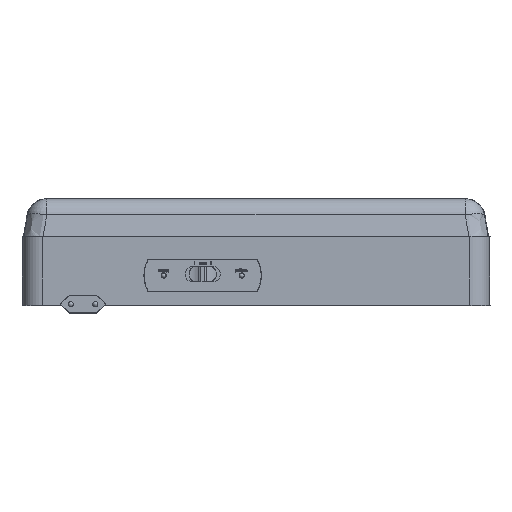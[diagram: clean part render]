
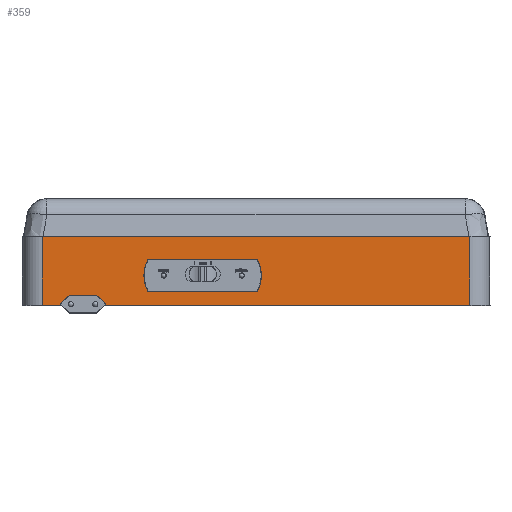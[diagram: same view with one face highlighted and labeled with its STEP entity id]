
A CAD part, top view. The second image highlights one B-rep face of the part: STEP entity #359.
In plain terms, the highlighted planar face has unit normal (0, 0, 1).
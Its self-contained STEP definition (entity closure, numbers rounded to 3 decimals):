
#254 = VERTEX_POINT ( 'NONE', #13650 ) ;
#359 = ADVANCED_FACE ( 'NONE', ( #1393, #6769 ), #25887, .F. ) ;
#604 = DIRECTION ( 'NONE',  ( 1., 0., 0. ) ) ;
#715 = VERTEX_POINT ( 'NONE', #24081 ) ;
#755 = CARTESIAN_POINT ( 'NONE',  ( -83.05, 10.8, 38.5 ) ) ;
#1225 = AXIS2_PLACEMENT_3D ( 'NONE', #13937, #1890, #15966 ) ;
#1229 = VECTOR ( 'NONE', #19290, 1000. ) ;
#1245 = EDGE_CURVE ( 'NONE', #3168, #254, #22775, .T. ) ;
#1393 = FACE_BOUND ( 'NONE', #9452, .T. ) ;
#1828 = EDGE_CURVE ( 'NONE', #17349, #5960, #3491, .T. ) ;
#1890 = DIRECTION ( 'NONE',  ( 0., 0., 1. ) ) ;
#2279 = VERTEX_POINT ( 'NONE', #10785 ) ;
#2538 = DIRECTION ( 'NONE',  ( 0., 0., -1. ) ) ;
#2575 = CARTESIAN_POINT ( 'NONE',  ( -164.43, 53., 38.5 ) ) ;
#2871 = VECTOR ( 'NONE', #3060, 1000. ) ;
#2951 = AXIS2_PLACEMENT_3D ( 'NONE', #11095, #25163, #13089 ) ;
#3060 = DIRECTION ( 'NONE',  ( -1., 0., 0. ) ) ;
#3168 = VERTEX_POINT ( 'NONE', #9909 ) ;
#3491 = LINE ( 'NONE', #13073, #2871 ) ;
#4124 = EDGE_CURVE ( 'NONE', #5960, #10467, #16655, .T. ) ;
#4344 = CIRCLE ( 'NONE', #2951, 25.2 ) ;
#4590 = DIRECTION ( 'NONE',  ( 0., -1., 0. ) ) ;
#4656 = EDGE_CURVE ( 'NONE', #8007, #17349, #4344, .T. ) ;
#5209 = CARTESIAN_POINT ( 'NONE',  ( -164.43, 53., 38.5 ) ) ;
#5619 = ORIENTED_EDGE ( 'NONE', *, *, #4656, .F. ) ;
#5960 = VERTEX_POINT ( 'NONE', #11753 ) ;
#6769 = FACE_OUTER_BOUND ( 'NONE', #15693, .T. ) ;
#7094 = VECTOR ( 'NONE', #4590, 1000. ) ;
#7522 = VECTOR ( 'NONE', #604, 1000. ) ;
#7682 = ORIENTED_EDGE ( 'NONE', *, *, #23927, .F. ) ;
#8007 = VERTEX_POINT ( 'NONE', #11825 ) ;
#8885 = ORIENTED_EDGE ( 'NONE', *, *, #1828, .F. ) ;
#9404 = CARTESIAN_POINT ( 'NONE',  ( 164.43, 53., 38.5 ) ) ;
#9452 = EDGE_LOOP ( 'NONE', ( #21340, #13687, #8885, #5619 ) ) ;
#9909 = CARTESIAN_POINT ( 'NONE',  ( -164.43, 53., 38.5 ) ) ;
#9946 = CARTESIAN_POINT ( 'NONE',  ( -164.43, 53., 38.5 ) ) ;
#10467 = VERTEX_POINT ( 'NONE', #755 ) ;
#10680 = LINE ( 'NONE', #20757, #26095 ) ;
#10785 = CARTESIAN_POINT ( 'NONE',  ( -136., 0., 38.5 ) ) ;
#10842 = CARTESIAN_POINT ( 'NONE',  ( -83.05, 10.8, 38.5 ) ) ;
#11095 = CARTESIAN_POINT ( 'NONE',  ( -21., 23., 38.5 ) ) ;
#11753 = CARTESIAN_POINT ( 'NONE',  ( -83.05, 35.2, 38.5 ) ) ;
#11825 = CARTESIAN_POINT ( 'NONE',  ( 1.05, 10.8, 38.5 ) ) ;
#11877 = CIRCLE ( 'NONE', #24918, 3. ) ;
#11904 = VECTOR ( 'NONE', #12845, 1000. ) ;
#11976 = DIRECTION ( 'NONE',  ( -1., 0., 0. ) ) ;
#12043 = EDGE_CURVE ( 'NONE', #18512, #715, #17595, .T. ) ;
#12064 = CARTESIAN_POINT ( 'NONE',  ( 1.05, 35.2, 38.5 ) ) ;
#12201 = ORIENTED_EDGE ( 'NONE', *, *, #20376, .T. ) ;
#12639 = CARTESIAN_POINT ( 'NONE',  ( -164.43, 0., 38.5 ) ) ;
#12845 = DIRECTION ( 'NONE',  ( 1., 0., 0. ) ) ;
#13073 = CARTESIAN_POINT ( 'NONE',  ( -83.05, 35.2, 38.5 ) ) ;
#13089 = DIRECTION ( 'NONE',  ( 1., 0., 0. ) ) ;
#13650 = CARTESIAN_POINT ( 'NONE',  ( -164.43, 0., 38.5 ) ) ;
#13687 = ORIENTED_EDGE ( 'NONE', *, *, #4124, .F. ) ;
#13937 = CARTESIAN_POINT ( 'NONE',  ( -61., 23., 38.5 ) ) ;
#14511 = VECTOR ( 'NONE', #23771, 1000. ) ;
#14573 = CARTESIAN_POINT ( 'NONE',  ( -133., 0., 38.5 ) ) ;
#15693 = EDGE_LOOP ( 'NONE', ( #16969, #12201, #22096, #25866, #7682, #22488 ) ) ;
#15966 = DIRECTION ( 'NONE',  ( -1., 0., 0. ) ) ;
#16480 = VERTEX_POINT ( 'NONE', #9404 ) ;
#16605 = DIRECTION ( 'NONE',  ( -1., 0., 0. ) ) ;
#16655 = CIRCLE ( 'NONE', #1225, 25.2 ) ;
#16688 = LINE ( 'NONE', #5209, #1229 ) ;
#16969 = ORIENTED_EDGE ( 'NONE', *, *, #17263, .T. ) ;
#17263 = EDGE_CURVE ( 'NONE', #254, #2279, #17991, .T. ) ;
#17288 = LINE ( 'NONE', #10842, #11904 ) ;
#17349 = VERTEX_POINT ( 'NONE', #12064 ) ;
#17595 = LINE ( 'NONE', #12639, #7522 ) ;
#17629 = CARTESIAN_POINT ( 'NONE',  ( -130., 0., 38.5 ) ) ;
#17991 = LINE ( 'NONE', #23595, #14511 ) ;
#18512 = VERTEX_POINT ( 'NONE', #17629 ) ;
#19290 = DIRECTION ( 'NONE',  ( 1., 0., 0. ) ) ;
#19625 = EDGE_CURVE ( 'NONE', #10467, #8007, #17288, .T. ) ;
#20342 = AXIS2_PLACEMENT_3D ( 'NONE', #9946, #24038, #11976 ) ;
#20376 = EDGE_CURVE ( 'NONE', #2279, #18512, #11877, .T. ) ;
#20757 = CARTESIAN_POINT ( 'NONE',  ( 164.43, 53., 38.5 ) ) ;
#21340 = ORIENTED_EDGE ( 'NONE', *, *, #19625, .F. ) ;
#22096 = ORIENTED_EDGE ( 'NONE', *, *, #12043, .T. ) ;
#22488 = ORIENTED_EDGE ( 'NONE', *, *, #1245, .T. ) ;
#22763 = DIRECTION ( 'NONE',  ( 0., -1., 0. ) ) ;
#22775 = LINE ( 'NONE', #2575, #7094 ) ;
#23595 = CARTESIAN_POINT ( 'NONE',  ( -164.43, 0., 38.5 ) ) ;
#23771 = DIRECTION ( 'NONE',  ( 1., 0., 0. ) ) ;
#23927 = EDGE_CURVE ( 'NONE', #3168, #16480, #16688, .T. ) ;
#24038 = DIRECTION ( 'NONE',  ( 0., 0., -1. ) ) ;
#24081 = CARTESIAN_POINT ( 'NONE',  ( 164.43, 0., 38.5 ) ) ;
#24918 = AXIS2_PLACEMENT_3D ( 'NONE', #14573, #2538, #16605 ) ;
#25163 = DIRECTION ( 'NONE',  ( 0., 0., 1. ) ) ;
#25866 = ORIENTED_EDGE ( 'NONE', *, *, #26001, .F. ) ;
#25887 = PLANE ( 'NONE',  #20342 ) ;
#26001 = EDGE_CURVE ( 'NONE', #16480, #715, #10680, .T. ) ;
#26095 = VECTOR ( 'NONE', #22763, 1000. ) ;
